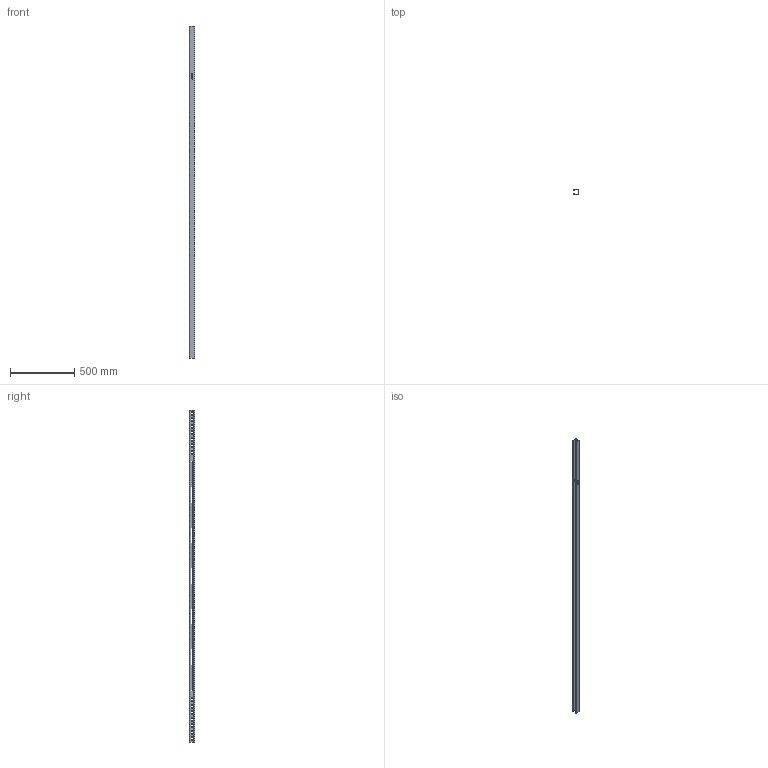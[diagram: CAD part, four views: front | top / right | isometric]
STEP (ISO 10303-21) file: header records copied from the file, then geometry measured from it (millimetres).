
FILE_DESCRIPTION (( 'STEP AP203' ), '1' );
FILE_NAME ('SS15812-102.STEP', '2022-06-13T16:32:17', ( '' ), ( '' ), 'SwSTEP 2.0', 'SolidWorks 2021', '' );
FILE_SCHEMA (( 'CONFIG_CONTROL_DESIGN' ));
Products named in the file (1): SS15812-102
Bounding box: 41.27 x 41.27 x 2590.8 mm (x, y, z)
Volume: 864847.1 mm3; surface area: 688941.5 mm2
Topology: 1 solids, 1 shells, 1954 faces, 5661 edges, 3774 vertices
Faces by surface type: plane 896, cylinder 891, bspline 167
Entity records: 74196 total; most frequent: CARTESIAN_POINT 20997, ORIENTED_EDGE 11322, DIRECTION 10685, EDGE_CURVE 5661, VERTEX_POINT 3774, AXIS2_PLACEMENT_3D 3570, LINE 3545, VECTOR 3545
